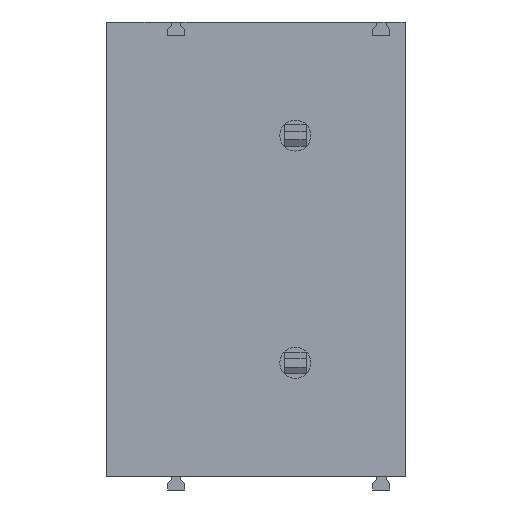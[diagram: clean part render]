
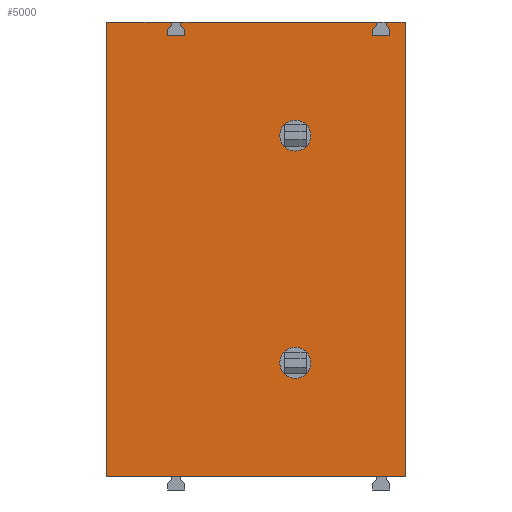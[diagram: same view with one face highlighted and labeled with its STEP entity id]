
A CAD part, front view. The second image highlights one B-rep face of the part: STEP entity #5000.
In plain terms, the highlighted planar face has unit normal (0, -1, 0).
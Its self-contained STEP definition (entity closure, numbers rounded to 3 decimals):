
#3110=CARTESIAN_POINT('',(24.969,78.855,
   -1.84));
#3120=DIRECTION('',(0.,-1.,
   0.));
#3130=DIRECTION('',(1.,0.,
   0.));
#3140=AXIS2_PLACEMENT_3D('',#3110,#3120,#3130);
#3150=PLANE('',#3140);
#3160=CARTESIAN_POINT('',(18.136,78.855,
   -4.52));
#3170=DIRECTION('',(0.,0.,
   1.));
#3180=VECTOR('',#3170,1.);
#3190=LINE('',#3160,#3180);
#3200=CARTESIAN_POINT('',(18.136,78.855,
   -14.28));
#3210=VERTEX_POINT('',#3200);
#3220=CARTESIAN_POINT('',(18.136,78.855,
   4.76));
#3230=VERTEX_POINT('',#3220);
#3240=EDGE_CURVE('',#3210,#3230,#3190,.T.);
#3250=ORIENTED_EDGE('',*,*,#3240,.F.);
#3260=CARTESIAN_POINT('',(-28.261,78.855
   ,4.76));
#3270=DIRECTION('',(1.,0.,
   0.));
#3280=VECTOR('',#3270,1.);
#3290=LINE('',#3260,#3280);
#3300=CARTESIAN_POINT('',(20.829,78.855,
   4.76));
#3310=VERTEX_POINT('',#3300);
#3320=EDGE_CURVE('',#3230,#3310,#3290,.T.);
#3330=ORIENTED_EDGE('',*,*,#3320,.F.);
#3340=CARTESIAN_POINT('',(20.829,78.855,
   -2.62));
#3350=DIRECTION('',(0.,0.,
   -1.));
#3360=VECTOR('',#3350,1.);
#3370=LINE('',#3340,#3360);
#3380=CARTESIAN_POINT('',(20.829,78.855,
   4.631));
#3390=VERTEX_POINT('',#3380);
#3400=EDGE_CURVE('',#3310,#3390,#3370,.T.);
#3410=ORIENTED_EDGE('',*,*,#3400,.F.);
#3420=CARTESIAN_POINT('',(14.731,78.855,
   -2.62));
#3430=DIRECTION('',(-0.644,0.,
   -0.765));
#3440=VECTOR('',#3430,1.);
#3450=LINE('',#3420,#3440);
#3460=CARTESIAN_POINT('',(20.679,78.855,
   4.453));
#3470=VERTEX_POINT('',#3460);
#3480=EDGE_CURVE('',#3390,#3470,#3450,.T.);
#3490=ORIENTED_EDGE('',*,*,#3480,.F.);
#3500=CARTESIAN_POINT('',(20.679,78.855,
   -2.62));
#3510=DIRECTION('',(0.,0.,
   -1.));
#3520=VECTOR('',#3510,1.);
#3530=LINE('',#3500,#3520);
#3540=CARTESIAN_POINT('',(20.679,78.855,
   4.19));
#3550=VERTEX_POINT('',#3540);
#3560=EDGE_CURVE('',#3470,#3550,#3530,.T.);
#3570=ORIENTED_EDGE('',*,*,#3560,.F.);
#3580=CARTESIAN_POINT('',(-28.261,78.855
   ,4.19));
#3590=DIRECTION('',(-1.,0.,
   0.));
#3600=VECTOR('',#3590,1.);
#3610=LINE('',#3580,#3600);
#3620=CARTESIAN_POINT('',(21.393,78.855,
   4.19));
#3630=VERTEX_POINT('',#3620);
#3640=EDGE_CURVE('',#3630,#3550,#3610,.T.);
#3650=ORIENTED_EDGE('',*,*,#3640,.T.);
#3660=CARTESIAN_POINT('',(21.393,78.855,
   -2.62));
#3670=DIRECTION('',(0.,0.,
   -1.));
#3680=VECTOR('',#3670,1.);
#3690=LINE('',#3660,#3680);
#3700=CARTESIAN_POINT('',(21.393,78.855,
   4.453));
#3710=VERTEX_POINT('',#3700);
#3720=EDGE_CURVE('',#3710,#3630,#3690,.T.);
#3730=ORIENTED_EDGE('',*,*,#3720,.T.);
#3740=CARTESIAN_POINT('',(27.34,78.855,
   -2.62));
#3750=DIRECTION('',(-0.644,0.,
   0.765));
#3760=VECTOR('',#3750,1.);
#3770=LINE('',#3740,#3760);
#3780=CARTESIAN_POINT('',(21.243,78.855,
   4.631));
#3790=VERTEX_POINT('',#3780);
#3800=EDGE_CURVE('',#3710,#3790,#3770,.T.);
#3810=ORIENTED_EDGE('',*,*,#3800,.F.);
#3820=CARTESIAN_POINT('',(21.243,78.855,
   -2.62));
#3830=DIRECTION('',(0.,0.,
   -1.));
#3840=VECTOR('',#3830,1.);
#3850=LINE('',#3820,#3840);
#3860=CARTESIAN_POINT('',(21.243,78.855,
   4.76));
#3870=VERTEX_POINT('',#3860);
#3880=EDGE_CURVE('',#3870,#3790,#3850,.T.);
#3890=ORIENTED_EDGE('',*,*,#3880,.T.);
#3900=CARTESIAN_POINT('',(29.429,78.855,
   4.76));
#3910=VERTEX_POINT('',#3900);
#3920=EDGE_CURVE('',#3870,#3910,#3290,.T.);
#3930=ORIENTED_EDGE('',*,*,#3920,.F.);
#3940=CARTESIAN_POINT('',(29.429,78.855,
   -2.62));
#3950=DIRECTION('',(0.,0.,
   -1.));
#3960=VECTOR('',#3950,1.);
#3970=LINE('',#3940,#3960);
#3980=CARTESIAN_POINT('',(29.429,78.855,
   4.631));
#3990=VERTEX_POINT('',#3980);
#4000=EDGE_CURVE('',#3910,#3990,#3970,.T.);
#4010=ORIENTED_EDGE('',*,*,#4000,.F.);
#4020=CARTESIAN_POINT('',(23.331,78.855,
   -2.62));
#4030=DIRECTION('',(0.644,0.,
   0.765));
#4040=VECTOR('',#4030,1.);
#4050=LINE('',#4020,#4040);
#4060=CARTESIAN_POINT('',(29.279,78.855,
   4.453));
#4070=VERTEX_POINT('',#4060);
#4080=EDGE_CURVE('',#4070,#3990,#4050,.T.);
#4090=ORIENTED_EDGE('',*,*,#4080,.T.);
#4100=CARTESIAN_POINT('',(29.279,78.855,
   -2.62));
#4110=DIRECTION('',(0.,0.,
   1.));
#4120=VECTOR('',#4110,1.);
#4130=LINE('',#4100,#4120);
#4140=CARTESIAN_POINT('',(29.279,78.855,
   4.19));
#4150=VERTEX_POINT('',#4140);
#4160=EDGE_CURVE('',#4150,#4070,#4130,.T.);
#4170=ORIENTED_EDGE('',*,*,#4160,.T.);
#4180=CARTESIAN_POINT('',(-28.261,78.855
   ,4.19));
#4190=DIRECTION('',(1.,0.,
   0.));
#4200=VECTOR('',#4190,1.);
#4210=LINE('',#4180,#4200);
#4220=CARTESIAN_POINT('',(29.993,78.855,
   4.19));
#4230=VERTEX_POINT('',#4220);
#4240=EDGE_CURVE('',#4150,#4230,#4210,.T.);
#4250=ORIENTED_EDGE('',*,*,#4240,.F.);
#4260=CARTESIAN_POINT('',(29.993,78.855,
   -2.62));
#4270=DIRECTION('',(0.,0.,
   -1.));
#4280=VECTOR('',#4270,1.);
#4290=LINE('',#4260,#4280);
#4300=CARTESIAN_POINT('',(29.993,78.855,
   4.453));
#4310=VERTEX_POINT('',#4300);
#4320=EDGE_CURVE('',#4310,#4230,#4290,.T.);
#4330=ORIENTED_EDGE('',*,*,#4320,.T.);
#4340=CARTESIAN_POINT('',(35.94,78.855,
   -2.62));
#4350=DIRECTION('',(0.644,0.,
   -0.765));
#4360=VECTOR('',#4350,1.);
#4370=LINE('',#4340,#4360);
#4380=CARTESIAN_POINT('',(29.843,78.855,
   4.631));
#4390=VERTEX_POINT('',#4380);
#4400=EDGE_CURVE('',#4390,#4310,#4370,.T.);
#4410=ORIENTED_EDGE('',*,*,#4400,.T.);
#4420=CARTESIAN_POINT('',(29.843,78.855,
   -2.62));
#4430=DIRECTION('',(0.,0.,
   -1.));
#4440=VECTOR('',#4430,1.);
#4450=LINE('',#4420,#4440);
#4460=CARTESIAN_POINT('',(29.843,78.855,
   4.76));
#4470=VERTEX_POINT('',#4460);
#4480=EDGE_CURVE('',#4470,#4390,#4450,.T.);
#4490=ORIENTED_EDGE('',*,*,#4480,.T.);
#4500=CARTESIAN_POINT('',(30.636,78.855,
   4.76));
#4510=VERTEX_POINT('',#4500);
#4520=EDGE_CURVE('',#4470,#4510,#3290,.T.);
#4530=ORIENTED_EDGE('',*,*,#4520,.F.);
#4540=CARTESIAN_POINT('',(30.636,78.855,
   -2.62));
#4550=DIRECTION('',(0.,0.,
   -1.));
#4560=VECTOR('',#4550,1.);
#4570=LINE('',#4540,#4560);
#4580=CARTESIAN_POINT('',(30.636,78.855,
   -14.28));
#4590=VERTEX_POINT('',#4580);
#4600=EDGE_CURVE('',#4510,#4590,#4570,.T.);
#4610=ORIENTED_EDGE('',*,*,#4600,.F.);
#4620=CARTESIAN_POINT('',(-28.261,78.855
   ,-14.28));
#4630=DIRECTION('',(1.,0.,
   0.));
#4640=VECTOR('',#4630,1.);
#4650=LINE('',#4620,#4640);
#4660=EDGE_CURVE('',#3210,#4590,#4650,.T.);
#4670=ORIENTED_EDGE('',*,*,#4660,.T.);
#4680=EDGE_LOOP('',(#4670,#4610,#4530,#4490,#4410,#4330,#4250,#4170,
   #4090,#4010,#3930,#3890,#3810,#3730,#3650,#3570,#3490,#3410,#3330,
   #3250));
#4690=FACE_OUTER_BOUND('',#4680,.T.);
#4700=CARTESIAN_POINT('',(26.036,78.855,
   -9.52));
#4710=DIRECTION('',(0.,-1.,
   0.));
#4720=DIRECTION('',(1.,0.,
   0.));
#4730=AXIS2_PLACEMENT_3D('',#4700,#4710,#4720);
#4740=CIRCLE('',#4730,0.65);
#4750=CARTESIAN_POINT('',(26.686,78.855,
   -9.52));
#4760=VERTEX_POINT('',#4750);
#4770=CARTESIAN_POINT('',(25.386,78.855,
   -9.52));
#4780=VERTEX_POINT('',#4770);
#4790=EDGE_CURVE('',#4760,#4780,#4740,.T.);
#4800=ORIENTED_EDGE('',*,*,#4790,.F.);
#4810=EDGE_CURVE('',#4780,#4760,#4740,.T.);
#4820=ORIENTED_EDGE('',*,*,#4810,.F.);
#4830=EDGE_LOOP('',(#4820,#4800));
#4840=FACE_BOUND('',#4830,.T.);
#4850=CARTESIAN_POINT('',(26.036,78.855,
   0.));
#4860=DIRECTION('',(0.,-1.,
   0.));
#4870=DIRECTION('',(1.,0.,
   0.));
#4880=AXIS2_PLACEMENT_3D('',#4850,#4860,#4870);
#4890=CIRCLE('',#4880,0.65);
#4900=CARTESIAN_POINT('',(26.686,78.855,
   0.));
#4910=VERTEX_POINT('',#4900);
#4920=CARTESIAN_POINT('',(25.386,78.855,
   0.));
#4930=VERTEX_POINT('',#4920);
#4940=EDGE_CURVE('',#4910,#4930,#4890,.T.);
#4950=ORIENTED_EDGE('',*,*,#4940,.F.);
#4960=EDGE_CURVE('',#4930,#4910,#4890,.T.);
#4970=ORIENTED_EDGE('',*,*,#4960,.F.);
#4980=EDGE_LOOP('',(#4970,#4950));
#4990=FACE_BOUND('',#4980,.T.);
#5000=ADVANCED_FACE('',(#4690,#4840,#4990),#3150,.T.);
